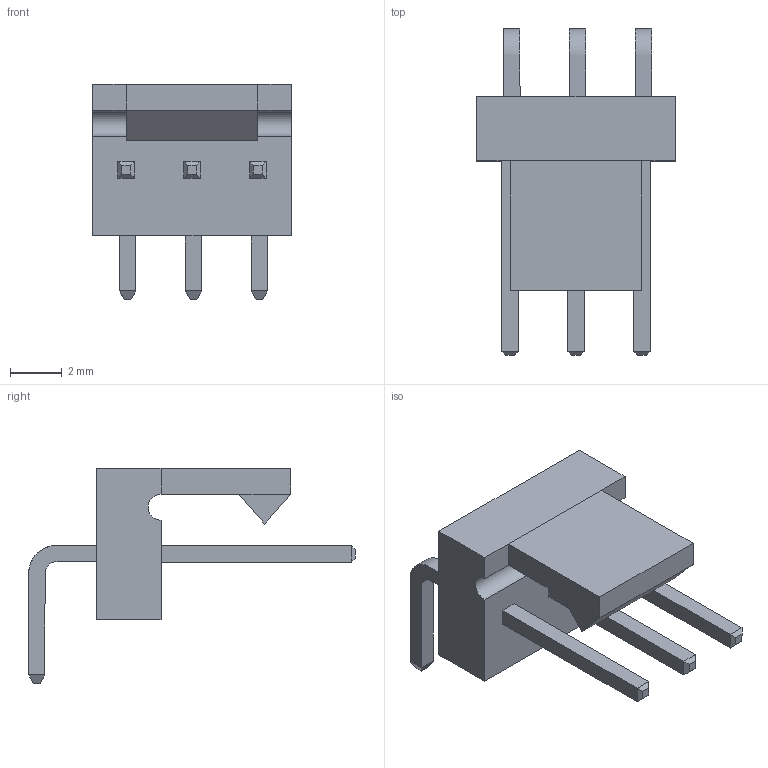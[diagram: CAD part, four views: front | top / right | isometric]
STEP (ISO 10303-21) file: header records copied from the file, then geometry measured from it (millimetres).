
FILE_DESCRIPTION(/* description */ (''),/* implementation_level */ '2;1');
FILE_NAME(/* name */ 'Batt conn.step',/* time_stamp */ '2020-03-06T19:37:38+01:00',/* author */ (''),/* organization */ (''),/* preprocessor_version */ 'ST-DEVELOPER v18',/* originating_system */ 'Autodesk Translation Framework v8.12.0.6',/* authorisation */ '');
FILE_SCHEMA (('AUTOMOTIVE_DESIGN { 1 0 10303 214 3 1 1 }'));
Length unit declared in the file: millimetre
Products named in the file (3): Batt conn; FanPinHeader_1x03_P2; SOLID (4)
Assembly tree (2 placements, depth 3):
  Batt conn
    FanPinHeader_1x03_P2
      SOLID (4)
Bounding box: 7.66 x 12.61 x 8.31 mm (x, y, z)
Volume: 159.1 mm3; surface area: 351.1 mm2
Topology: 4 solids, 4 shells, 75 faces, 160 edges, 96 vertices
Faces by surface type: plane 68, bspline 6, cylinder 1
Entity records: 2279 total; most frequent: CARTESIAN_POINT 612, ORIENTED_EDGE 320, DIRECTION 289, EDGE_CURVE 160, LINE 137, VECTOR 137, VERTEX_POINT 96, EDGE_LOOP 78
